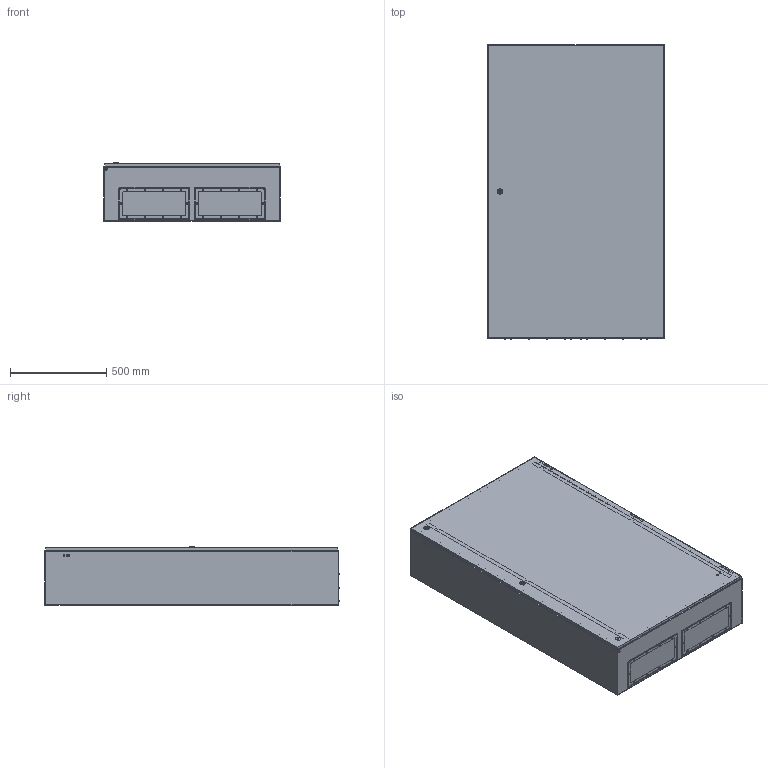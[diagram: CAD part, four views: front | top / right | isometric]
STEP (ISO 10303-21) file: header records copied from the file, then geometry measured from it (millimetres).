
FILE_DESCRIPTION (( 'STEP AP214' ), '1' );
FILE_NAME ('3331-9115-30-07.step', '2023-12-20T13:17:44', ( '' ), ( '' ), 'SwSTEP 2.0', 'SolidWorks 2019', '' );
FILE_SCHEMA (( 'AUTOMOTIVE_DESIGN' ));
Length unit declared in the file: millimetre
Products named in the file (5): Montageplattenbeipack_wg_9115; Kabeleinfuehrungsplatte_wg_3080-7035-12-27; Tuer_wg_3331-9115-00-97; 3331-9115-30-07; Korpus_wg_9115-30
Assembly tree (5 placements, depth 2):
  3331-9115-30-07
    Korpus_wg_9115-30
    Tuer_wg_3331-9115-00-97
    Kabeleinfuehrungsplatte_wg_3080-7035-12-27  x2
    Montageplattenbeipack_wg_9115
Bounding box: 915 x 1528.1 x 307.5 mm (x, y, z)
Volume: 7833634 mm3; surface area: 9186725.9 mm2
Topology: 48 solids, 48 shells, 2472 faces, 6225 edges, 3991 vertices
Faces by surface type: plane 1319, cylinder 835, cone 234, torus 46, sphere 22, bspline 16
Entity records: 81571 total; most frequent: CARTESIAN_POINT 20266, DIRECTION 10823, ORIENTED_EDGE 10458, EDGE_CURVE 5229, AXIS2_PLACEMENT_3D 3988, VERTEX_POINT 3371, LINE 2847, VECTOR 2847
